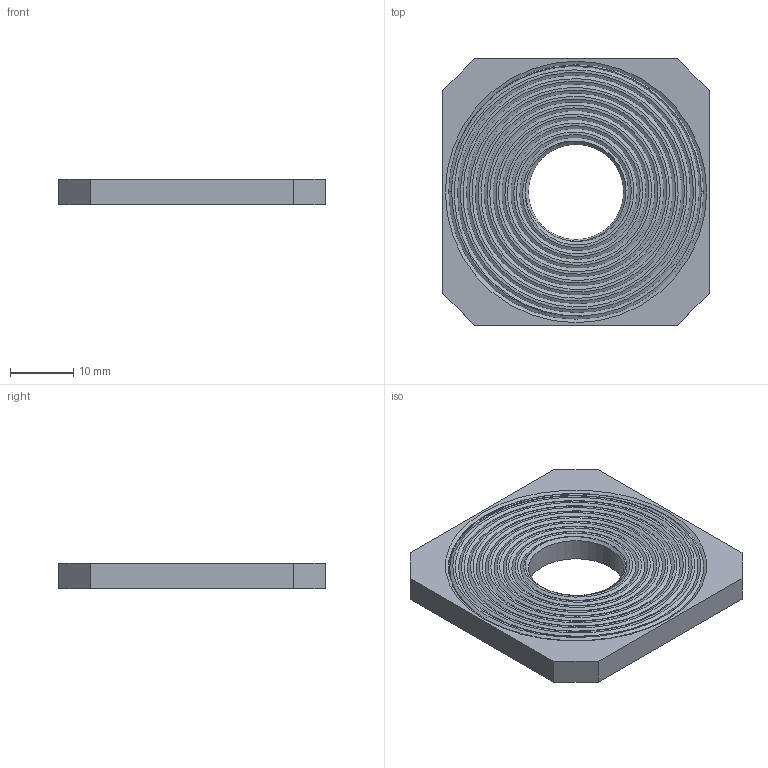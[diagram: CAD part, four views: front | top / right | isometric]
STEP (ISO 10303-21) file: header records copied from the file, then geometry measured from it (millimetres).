
FILE_DESCRIPTION(/* description */ (''),/* implementation_level */ '2;1');
FILE_NAME(/* name */ '55_spiralxy_spiral-groove.stp',/* time_stamp */ '2023-10-06T16:13:15+02:00',/* author */ ('buchmannmartin'),/* organization */ (''),/* preprocessor_version */ 'ST-DEVELOPER v19.2',/* originating_system */ 'Autodesk Inventor 2024',/* authorisation */ '');
FILE_SCHEMA (('AUTOMOTIVE_DESIGN { 1 0 10303 214 3 1 1 }'));
Length unit declared in the file: millimetre
Products named in the file (1): 55_spiralxy_spiral-groove
Bounding box: 42 x 42 x 4 mm (x, y, z)
Volume: 5877.3 mm3; surface area: 4092.9 mm2
Topology: 1 solids, 1 shells, 30 faces, 63 edges, 39 vertices
Faces by surface type: plane 15, cone 8, cylinder 5, bspline 2
Full cylindrical faces by diameter (mm): 5.2 x4, 15 x1
Entity records: 2832 total; most frequent: CARTESIAN_POINT 2144, DIRECTION 133, ORIENTED_EDGE 126, EDGE_CURVE 63, AXIS2_PLACEMENT_3D 48, VERTEX_POINT 39, LINE 37, VECTOR 37
